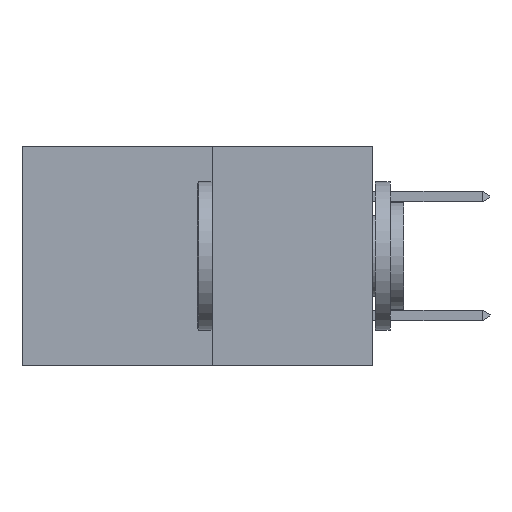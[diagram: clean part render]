
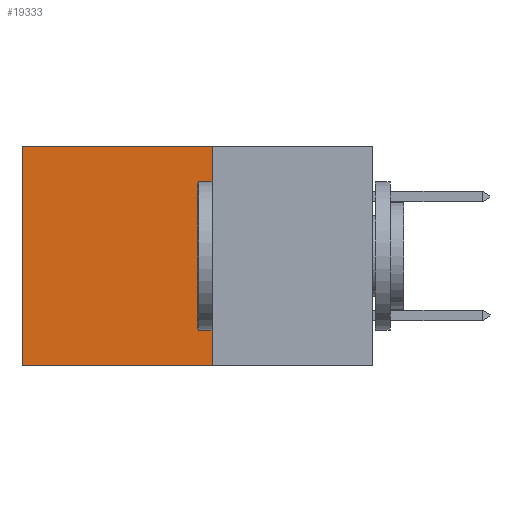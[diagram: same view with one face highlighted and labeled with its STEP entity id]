
A CAD part, left-side view. The second image highlights one B-rep face of the part: STEP entity #19333.
In plain terms, the highlighted planar face has unit normal (-1, 0, 0).
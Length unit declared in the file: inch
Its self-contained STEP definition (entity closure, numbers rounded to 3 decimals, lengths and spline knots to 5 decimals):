
#1094 = EDGE_CURVE ( 'NONE', #7073, #28541, #27327, .T. ) ;
#2545 = CARTESIAN_POINT ( 'NONE',  ( 0.277, 0.27, -0.37 ) ) ;
#4132 = EDGE_CURVE ( 'NONE', #28541, #12373, #19675, .T. ) ;
#4152 = DIRECTION ( 'NONE',  ( 0., 1., 0. ) ) ;
#4689 = ORIENTED_EDGE ( 'NONE', *, *, #16699, .T. ) ;
#4927 = PLANE ( 'NONE',  #9556 ) ;
#5547 = ORIENTED_EDGE ( 'NONE', *, *, #1094, .F. ) ;
#5683 = CARTESIAN_POINT ( 'NONE',  ( 0.277, 0.27, -0.37 ) ) ;
#7073 = VERTEX_POINT ( 'NONE', #18488 ) ;
#7311 = LINE ( 'NONE', #25257, #11896 ) ;
#9556 = AXIS2_PLACEMENT_3D ( 'NONE', #2545, #11717, #27104 ) ;
#9760 = DIRECTION ( 'NONE',  ( 0., 0., -1. ) ) ;
#10870 = CARTESIAN_POINT ( 'NONE',  ( 0.277, 0.27, 0. ) ) ;
#11717 = DIRECTION ( 'NONE',  ( 1., 0., 0. ) ) ;
#11896 = VECTOR ( 'NONE', #9760, 39.37008 ) ;
#12373 = VERTEX_POINT ( 'NONE', #16861 ) ;
#13368 = DIRECTION ( 'NONE',  ( 0., 0., -1. ) ) ;
#14533 = LINE ( 'NONE', #10870, #19716 ) ;
#16699 = EDGE_CURVE ( 'NONE', #23873, #12373, #7311, .T. ) ;
#16861 = CARTESIAN_POINT ( 'NONE',  ( 0.277, 0.59, -0.37 ) ) ;
#18488 = CARTESIAN_POINT ( 'NONE',  ( 0.277, 0.27, 0. ) ) ;
#19089 = ORIENTED_EDGE ( 'NONE', *, *, #4132, .F. ) ;
#19333 = ADVANCED_FACE ( 'NONE', ( #23088 ), #4927, .F. ) ;
#19675 = LINE ( 'NONE', #22592, #20368 ) ;
#19716 = VECTOR ( 'NONE', #4152, 39.37008 ) ;
#20368 = VECTOR ( 'NONE', #22755, 39.37008 ) ;
#20612 = ORIENTED_EDGE ( 'NONE', *, *, #24038, .T. ) ;
#20894 = VECTOR ( 'NONE', #13368, 39.37008 ) ;
#22592 = CARTESIAN_POINT ( 'NONE',  ( 0.277, 0.27, -0.37 ) ) ;
#22755 = DIRECTION ( 'NONE',  ( 0., 1., 0. ) ) ;
#23088 = FACE_OUTER_BOUND ( 'NONE', #24058, .T. ) ;
#23873 = VERTEX_POINT ( 'NONE', #27979 ) ;
#24038 = EDGE_CURVE ( 'NONE', #7073, #23873, #14533, .T. ) ;
#24058 = EDGE_LOOP ( 'NONE', ( #4689, #19089, #5547, #20612 ) ) ;
#25257 = CARTESIAN_POINT ( 'NONE',  ( 0.277, 0.59, -0.37 ) ) ;
#26939 = CARTESIAN_POINT ( 'NONE',  ( 0.277, 0.27, -0.37 ) ) ;
#27104 = DIRECTION ( 'NONE',  ( 0., 0., -1. ) ) ;
#27327 = LINE ( 'NONE', #5683, #20894 ) ;
#27979 = CARTESIAN_POINT ( 'NONE',  ( 0.277, 0.59, 0. ) ) ;
#28541 = VERTEX_POINT ( 'NONE', #26939 ) ;
